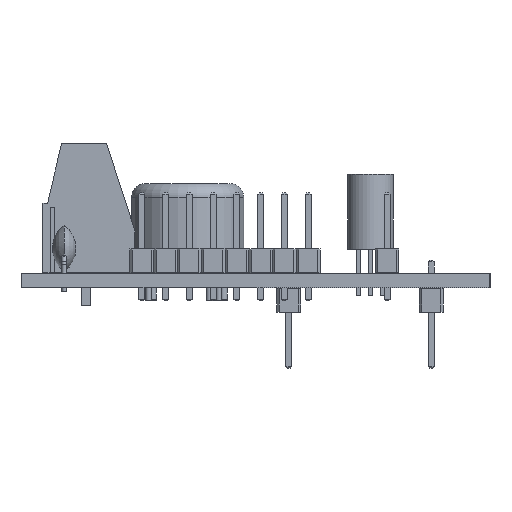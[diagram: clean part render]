
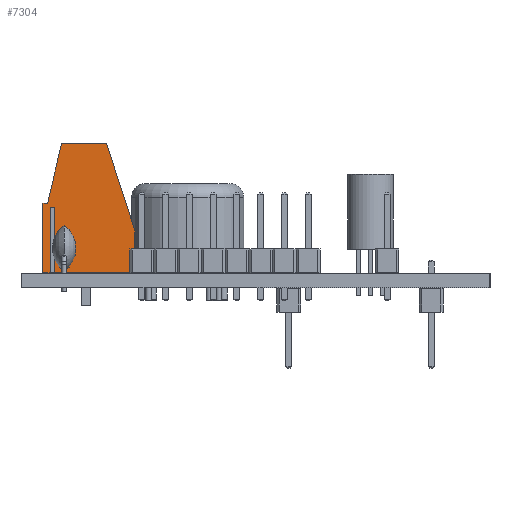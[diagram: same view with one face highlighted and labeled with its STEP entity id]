
A CAD part, left-side view. The second image highlights one B-rep face of the part: STEP entity #7304.
In plain terms, the highlighted face is planar.
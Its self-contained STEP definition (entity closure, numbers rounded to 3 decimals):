
#6863 = VERTEX_POINT('',#6864);
#6864 = CARTESIAN_POINT('',(7.5,-2.6,13.8));
#6870 = EDGE_CURVE('',#6863,#6871,#6873,.T.);
#6871 = VERTEX_POINT('',#6872);
#6872 = CARTESIAN_POINT('',(7.5,-4.1,7.4));
#6873 = LINE('',#6874,#6875);
#6874 = CARTESIAN_POINT('',(7.5,-2.6,13.8));
#6875 = VECTOR('',#6876,1.);
#6876 = DIRECTION('',(0.,-0.228,-0.974));
#6895 = VERTEX_POINT('',#6896);
#6896 = CARTESIAN_POINT('',(7.5,2.2,13.8));
#6902 = EDGE_CURVE('',#6895,#6863,#6903,.T.);
#6903 = LINE('',#6904,#6905);
#6904 = CARTESIAN_POINT('',(7.5,5.2,13.8));
#6905 = VECTOR('',#6906,1.);
#6906 = DIRECTION('',(0.,-1.,0.));
#6940 = EDGE_CURVE('',#6895,#6941,#6943,.T.);
#6941 = VERTEX_POINT('',#6942);
#6942 = CARTESIAN_POINT('',(7.5,5.2,4.57));
#6943 = LINE('',#6944,#6945);
#6944 = CARTESIAN_POINT('',(7.5,2.2,13.8));
#6945 = VECTOR('',#6946,1.);
#6946 = DIRECTION('',(0.,0.309,-0.951));
#6965 = VERTEX_POINT('',#6966);
#6966 = CARTESIAN_POINT('',(7.5,5.2,0.));
#6972 = EDGE_CURVE('',#6965,#6941,#6973,.T.);
#6973 = LINE('',#6974,#6975);
#6974 = CARTESIAN_POINT('',(7.5,5.2,0.));
#6975 = VECTOR('',#6976,1.);
#6976 = DIRECTION('',(0.,0.,1.));
#7012 = EDGE_CURVE('',#7013,#6965,#7015,.T.);
#7013 = VERTEX_POINT('',#7014);
#7014 = CARTESIAN_POINT('',(7.5,-3.37,0.));
#7015 = LINE('',#7016,#7017);
#7016 = CARTESIAN_POINT('',(7.5,-4.6,0.));
#7017 = VECTOR('',#7018,1.);
#7018 = DIRECTION('',(0.,1.,0.));
#7037 = VERTEX_POINT('',#7038);
#7038 = CARTESIAN_POINT('',(7.5,-3.83,0.));
#7044 = EDGE_CURVE('',#7045,#7037,#7047,.T.);
#7045 = VERTEX_POINT('',#7046);
#7046 = CARTESIAN_POINT('',(7.5,-4.6,0.));
#7047 = LINE('',#7048,#7049);
#7048 = CARTESIAN_POINT('',(7.5,-4.6,0.));
#7049 = VECTOR('',#7050,1.);
#7050 = DIRECTION('',(0.,1.,0.));
#7201 = VERTEX_POINT('',#7202);
#7202 = CARTESIAN_POINT('',(7.5,-4.6,7.4));
#7208 = EDGE_CURVE('',#7201,#7045,#7209,.T.);
#7209 = LINE('',#7210,#7211);
#7210 = CARTESIAN_POINT('',(7.5,-4.6,13.8));
#7211 = VECTOR('',#7212,1.);
#7212 = DIRECTION('',(0.,0.,-1.));
#7292 = EDGE_CURVE('',#6871,#7201,#7293,.T.);
#7293 = LINE('',#7294,#7295);
#7294 = CARTESIAN_POINT('',(7.5,-4.1,7.4));
#7295 = VECTOR('',#7296,1.);
#7296 = DIRECTION('',(0.,-1.,0.));
#7304 = ADVANCED_FACE('',(#7305),#7337,.T.);
#7305 = FACE_BOUND('',#7306,.T.);
#7306 = EDGE_LOOP('',(#7307,#7308,#7309,#7310,#7311,#7319,#7327,#7333,
    #7334,#7335,#7336));
#7307 = ORIENTED_EDGE('',*,*,#6870,.T.);
#7308 = ORIENTED_EDGE('',*,*,#7292,.T.);
#7309 = ORIENTED_EDGE('',*,*,#7208,.T.);
#7310 = ORIENTED_EDGE('',*,*,#7044,.T.);
#7311 = ORIENTED_EDGE('',*,*,#7312,.T.);
#7312 = EDGE_CURVE('',#7037,#7313,#7315,.T.);
#7313 = VERTEX_POINT('',#7314);
#7314 = CARTESIAN_POINT('',(7.5,-3.83,7.));
#7315 = LINE('',#7316,#7317);
#7316 = CARTESIAN_POINT('',(7.5,-3.83,0.));
#7317 = VECTOR('',#7318,1.);
#7318 = DIRECTION('',(0.,0.,1.));
#7319 = ORIENTED_EDGE('',*,*,#7320,.T.);
#7320 = EDGE_CURVE('',#7313,#7321,#7323,.T.);
#7321 = VERTEX_POINT('',#7322);
#7322 = CARTESIAN_POINT('',(7.5,-3.37,7.));
#7323 = LINE('',#7324,#7325);
#7324 = CARTESIAN_POINT('',(7.5,-3.83,7.));
#7325 = VECTOR('',#7326,1.);
#7326 = DIRECTION('',(0.,1.,0.));
#7327 = ORIENTED_EDGE('',*,*,#7328,.F.);
#7328 = EDGE_CURVE('',#7013,#7321,#7329,.T.);
#7329 = LINE('',#7330,#7331);
#7330 = CARTESIAN_POINT('',(7.5,-3.37,0.));
#7331 = VECTOR('',#7332,1.);
#7332 = DIRECTION('',(0.,0.,1.));
#7333 = ORIENTED_EDGE('',*,*,#7012,.T.);
#7334 = ORIENTED_EDGE('',*,*,#6972,.T.);
#7335 = ORIENTED_EDGE('',*,*,#6940,.F.);
#7336 = ORIENTED_EDGE('',*,*,#6902,.T.);
#7337 = PLANE('',#7338);
#7338 = AXIS2_PLACEMENT_3D('',#7339,#7340,#7341);
#7339 = CARTESIAN_POINT('',(7.5,0.3,6.9));
#7340 = DIRECTION('',(1.,0.,0.));
#7341 = DIRECTION('',(0.,0.,1.));
